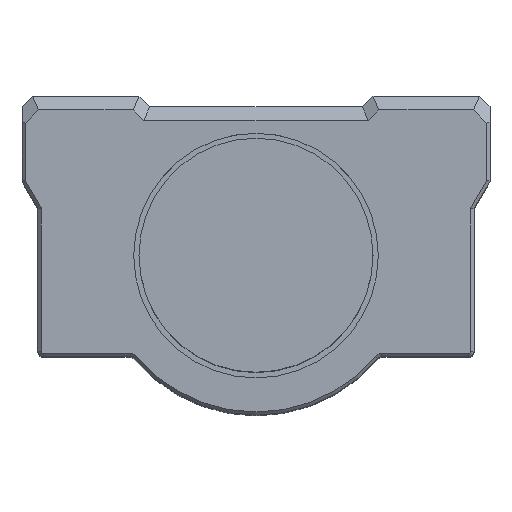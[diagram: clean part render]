
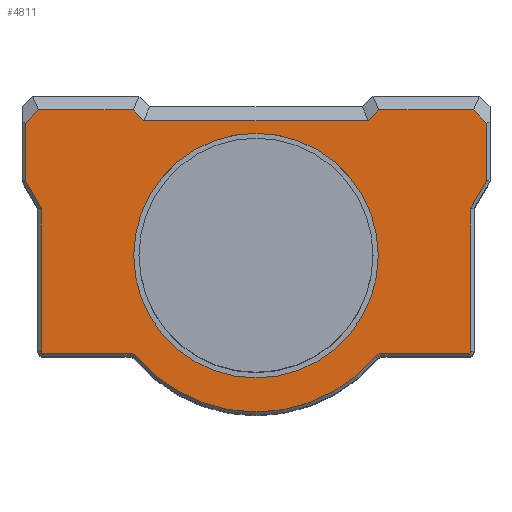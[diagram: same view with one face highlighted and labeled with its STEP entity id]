
A CAD part, top view. The second image highlights one B-rep face of the part: STEP entity #4811.
In plain terms, the highlighted planar face has unit normal (0, 0, 1).
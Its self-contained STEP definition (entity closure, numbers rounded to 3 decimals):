
#4329=CARTESIAN_POINT('',(21.7,12.462,19.5));
#4330=VERTEX_POINT('',#4329);
#4337=CARTESIAN_POINT('',(21.7,7.08,19.5));
#4338=VERTEX_POINT('',#4337);
#4339=CARTESIAN_POINT('',(21.7,12.462,19.5));
#4340=DIRECTION('',(0.0,-1.0,0.0));
#4341=VECTOR('',#4340,5.381);
#4342=LINE('',#4339,#4341);
#4343=EDGE_CURVE('',#4330,#4338,#4342,.T.);
#4367=CARTESIAN_POINT('',(20.2,4.482,19.5));
#4368=VERTEX_POINT('',#4367);
#4369=CARTESIAN_POINT('',(21.7,7.08,19.5));
#4370=DIRECTION('',(-0.5,-0.866,0.0));
#4371=VECTOR('',#4370,3.);
#4372=LINE('',#4369,#4371);
#4373=EDGE_CURVE('',#4338,#4368,#4372,.T.);
#4398=CARTESIAN_POINT('',(20.2,-9.,19.5));
#4399=VERTEX_POINT('',#4398);
#4415=CARTESIAN_POINT('',(20.2,4.482,19.5));
#4416=DIRECTION('',(0.0,-1.0,0.0));
#4417=VECTOR('',#4416,13.482);
#4418=LINE('',#4415,#4417);
#4419=EDGE_CURVE('',#4368,#4399,#4418,.T.);
#4429=CARTESIAN_POINT('',(20.,-9.2,19.5));
#4430=VERTEX_POINT('',#4429);
#4445=CARTESIAN_POINT('',(20.,-9.,19.5));
#4446=DIRECTION('',(0.0,0.0,-1.0));
#4447=DIRECTION('',(0.0,-1.0,0.0));
#4448=AXIS2_PLACEMENT_3D('',#4445,#4446,#4447);
#4449=CIRCLE('',#4448,0.2);
#4450=EDGE_CURVE('',#4399,#4430,#4449,.T.);
#4460=CARTESIAN_POINT('',(11.843,-9.2,19.5));
#4461=VERTEX_POINT('',#4460);
#4470=CARTESIAN_POINT('',(20.,-9.2,19.5));
#4471=DIRECTION('',(-1.0,0.0,0.0));
#4472=VECTOR('',#4471,8.157);
#4473=LINE('',#4470,#4472);
#4474=EDGE_CURVE('',#4430,#4461,#4473,.T.);
#4484=CARTESIAN_POINT('',(11.231,-9.484,19.5));
#4485=VERTEX_POINT('',#4484);
#4502=CARTESIAN_POINT('',(11.843,-10.,19.5));
#4503=DIRECTION('',(0.0,0.0,1.0));
#4504=DIRECTION('',(0.0,1.0,0.0));
#4505=AXIS2_PLACEMENT_3D('',#4502,#4503,#4504);
#4506=CIRCLE('',#4505,0.8);
#4507=EDGE_CURVE('',#4461,#4485,#4506,.T.);
#4517=CARTESIAN_POINT('',(-11.231,-9.484,19.5));
#4518=VERTEX_POINT('',#4517);
#4535=CARTESIAN_POINT('',(0.0,0.0,19.5));
#4536=DIRECTION('',(0.0,0.0,-1.0));
#4537=DIRECTION('',(-0.764,-0.645,0.0));
#4538=AXIS2_PLACEMENT_3D('',#4535,#4536,#4537);
#4539=CIRCLE('',#4538,14.7);
#4540=EDGE_CURVE('',#4485,#4518,#4539,.T.);
#4550=CARTESIAN_POINT('',(-11.843,-9.2,19.5));
#4551=VERTEX_POINT('',#4550);
#4566=CARTESIAN_POINT('',(-11.843,-10.,19.5));
#4567=DIRECTION('',(0.0,0.0,1.0));
#4568=DIRECTION('',(0.764,0.645,0.0));
#4569=AXIS2_PLACEMENT_3D('',#4566,#4567,#4568);
#4570=CIRCLE('',#4569,0.8);
#4571=EDGE_CURVE('',#4518,#4551,#4570,.T.);
#4581=CARTESIAN_POINT('',(-20.,-9.2,19.5));
#4582=VERTEX_POINT('',#4581);
#4591=CARTESIAN_POINT('',(-11.843,-9.2,19.5));
#4592=DIRECTION('',(-1.0,0.0,0.0));
#4593=VECTOR('',#4592,8.157);
#4594=LINE('',#4591,#4593);
#4595=EDGE_CURVE('',#4551,#4582,#4594,.T.);
#4605=CARTESIAN_POINT('',(-20.2,-9.,19.5));
#4606=VERTEX_POINT('',#4605);
#4623=CARTESIAN_POINT('',(-20.,-9.,19.5));
#4624=DIRECTION('',(0.0,0.0,-1.0));
#4625=DIRECTION('',(-1.0,0.0,0.0));
#4626=AXIS2_PLACEMENT_3D('',#4623,#4624,#4625);
#4627=CIRCLE('',#4626,0.2);
#4628=EDGE_CURVE('',#4582,#4606,#4627,.T.);
#4647=CARTESIAN_POINT('',(-20.2,4.482,19.5));
#4648=VERTEX_POINT('',#4647);
#4649=CARTESIAN_POINT('',(-20.2,-9.,19.5));
#4650=DIRECTION('',(0.0,1.0,0.0));
#4651=VECTOR('',#4650,13.482);
#4652=LINE('',#4649,#4651);
#4653=EDGE_CURVE('',#4606,#4648,#4652,.T.);
#4669=CARTESIAN_POINT('',(-21.7,7.08,19.5));
#4670=VERTEX_POINT('',#4669);
#4671=CARTESIAN_POINT('',(-20.2,4.482,19.5));
#4672=DIRECTION('',(-0.5,0.866,0.0));
#4673=VECTOR('',#4672,3.);
#4674=LINE('',#4671,#4673);
#4675=EDGE_CURVE('',#4648,#4670,#4674,.T.);
#4700=CARTESIAN_POINT('',(-21.7,12.462,19.5));
#4701=VERTEX_POINT('',#4700);
#4717=CARTESIAN_POINT('',(-21.7,7.08,19.5));
#4718=DIRECTION('',(0.0,1.0,0.0));
#4719=VECTOR('',#4718,5.381);
#4720=LINE('',#4717,#4719);
#4721=EDGE_CURVE('',#4670,#4701,#4720,.T.);
#4726=CARTESIAN_POINT('',(0.,2.072,19.5));
#4727=DIRECTION('',(0.0,0.0,1.0));
#4728=DIRECTION('',(1.0,0.0,0.0));
#4729=AXIS2_PLACEMENT_3D('',#4726,#4727,#4728);
#4730=PLANE('',#4729);
#4731=ORIENTED_EDGE('',*,*,#4721,.F.);
#4732=ORIENTED_EDGE('',*,*,#4675,.F.);
#4733=ORIENTED_EDGE('',*,*,#4653,.F.);
#4734=ORIENTED_EDGE('',*,*,#4628,.F.);
#4735=ORIENTED_EDGE('',*,*,#4595,.F.);
#4736=ORIENTED_EDGE('',*,*,#4571,.F.);
#4737=ORIENTED_EDGE('',*,*,#4540,.F.);
#4738=ORIENTED_EDGE('',*,*,#4507,.F.);
#4739=ORIENTED_EDGE('',*,*,#4474,.F.);
#4740=ORIENTED_EDGE('',*,*,#4450,.F.);
#4741=ORIENTED_EDGE('',*,*,#4419,.F.);
#4742=ORIENTED_EDGE('',*,*,#4373,.F.);
#4743=ORIENTED_EDGE('',*,*,#4343,.F.);
#4744=CARTESIAN_POINT('',(20.462,13.7,19.5));
#4745=VERTEX_POINT('',#4744);
#4746=CARTESIAN_POINT('',(20.462,13.7,19.5));
#4747=DIRECTION('',(0.707,-0.707,0.0));
#4748=VECTOR('',#4747,1.751);
#4749=LINE('',#4746,#4748);
#4750=EDGE_CURVE('',#4745,#4330,#4749,.T.);
#4751=ORIENTED_EDGE('',*,*,#4750,.F.);
#4752=CARTESIAN_POINT('',(11.538,13.7,19.5));
#4753=VERTEX_POINT('',#4752);
#4754=CARTESIAN_POINT('',(11.538,13.7,19.5));
#4755=DIRECTION('',(1.0,0.0,0.0));
#4756=VECTOR('',#4755,8.923);
#4757=LINE('',#4754,#4756);
#4758=EDGE_CURVE('',#4753,#4745,#4757,.T.);
#4759=ORIENTED_EDGE('',*,*,#4758,.F.);
#4760=CARTESIAN_POINT('',(10.538,12.7,19.5));
#4761=VERTEX_POINT('',#4760);
#4762=CARTESIAN_POINT('',(10.538,12.7,19.5));
#4763=DIRECTION('',(0.707,0.707,0.0));
#4764=VECTOR('',#4763,1.414);
#4765=LINE('',#4762,#4764);
#4766=EDGE_CURVE('',#4761,#4753,#4765,.T.);
#4767=ORIENTED_EDGE('',*,*,#4766,.F.);
#4768=CARTESIAN_POINT('',(-10.538,12.7,19.5));
#4769=VERTEX_POINT('',#4768);
#4770=CARTESIAN_POINT('',(-10.538,12.7,19.5));
#4771=DIRECTION('',(1.0,0.0,0.0));
#4772=VECTOR('',#4771,21.077);
#4773=LINE('',#4770,#4772);
#4774=EDGE_CURVE('',#4769,#4761,#4773,.T.);
#4775=ORIENTED_EDGE('',*,*,#4774,.F.);
#4776=CARTESIAN_POINT('',(-11.538,13.7,19.5));
#4777=VERTEX_POINT('',#4776);
#4778=CARTESIAN_POINT('',(-11.538,13.7,19.5));
#4779=DIRECTION('',(0.707,-0.707,0.0));
#4780=VECTOR('',#4779,1.414);
#4781=LINE('',#4778,#4780);
#4782=EDGE_CURVE('',#4777,#4769,#4781,.T.);
#4783=ORIENTED_EDGE('',*,*,#4782,.F.);
#4784=CARTESIAN_POINT('',(-20.462,13.7,19.5));
#4785=VERTEX_POINT('',#4784);
#4786=CARTESIAN_POINT('',(-20.462,13.7,19.5));
#4787=DIRECTION('',(1.0,0.0,0.0));
#4788=VECTOR('',#4787,8.923);
#4789=LINE('',#4786,#4788);
#4790=EDGE_CURVE('',#4785,#4777,#4789,.T.);
#4791=ORIENTED_EDGE('',*,*,#4790,.F.);
#4792=CARTESIAN_POINT('',(-21.7,12.462,19.5));
#4793=DIRECTION('',(0.707,0.707,0.0));
#4794=VECTOR('',#4793,1.751);
#4795=LINE('',#4792,#4794);
#4796=EDGE_CURVE('',#4701,#4785,#4795,.T.);
#4797=ORIENTED_EDGE('',*,*,#4796,.F.);
#4798=EDGE_LOOP('',(#4731,#4732,#4733,#4734,#4735,#4736,#4737,#4738,#4739,#4740,#4741,#4742,#4743,#4751,#4759,#4767,#4775,#4783,#4791,#4797));
#4799=FACE_OUTER_BOUND('',#4798,.T.);
#4800=CARTESIAN_POINT('',(0.0,-11.5,19.5));
#4801=VERTEX_POINT('',#4800);
#4802=CARTESIAN_POINT('',(0.0,0.0,19.5));
#4803=DIRECTION('',(0.0,0.0,-1.0));
#4804=DIRECTION('',(0.0,-1.0,0.0));
#4805=AXIS2_PLACEMENT_3D('',#4802,#4803,#4804);
#4806=CIRCLE('',#4805,11.5);
#4807=EDGE_CURVE('',#4801,#4801,#4806,.T.);
#4808=ORIENTED_EDGE('',*,*,#4807,.T.);
#4809=EDGE_LOOP('',(#4808));
#4810=FACE_BOUND('',#4809,.T.);
#4811=ADVANCED_FACE('',(#4799,#4810),#4730,.T.);
